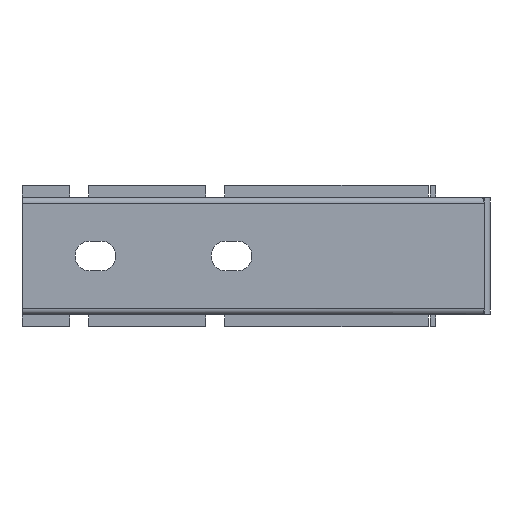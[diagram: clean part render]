
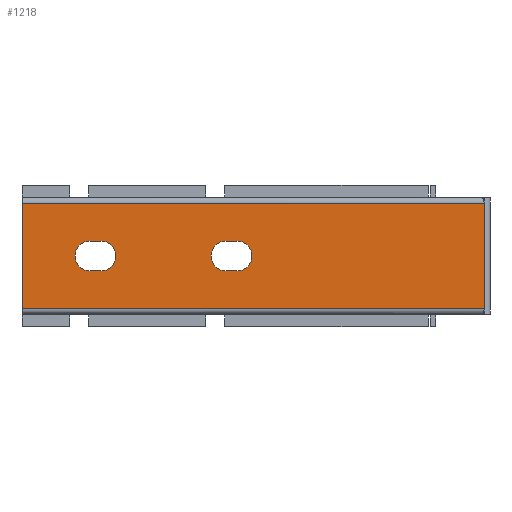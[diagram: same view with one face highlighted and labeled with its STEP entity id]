
A CAD part, front view. The second image highlights one B-rep face of the part: STEP entity #1218.
In plain terms, the highlighted planar face has unit normal (0, -1, 0).
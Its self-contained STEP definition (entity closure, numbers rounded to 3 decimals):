
#17 = LINE ( 'NONE', #1841, #545 ) ;
#19 = CIRCLE ( 'NONE', #3501, 5.5 ) ;
#54 = DIRECTION ( 'NONE',  ( 0., -1., 0. ) ) ;
#74 = EDGE_LOOP ( 'NONE', ( #1859, #2679, #676, #359, #4435 ) ) ;
#109 = CARTESIAN_POINT ( 'NONE',  ( 0., 0., -5.5 ) ) ;
#123 = ORIENTED_EDGE ( 'NONE', *, *, #3255, .F. ) ;
#136 = CARTESIAN_POINT ( 'NONE',  ( -143., 0., 0. ) ) ;
#177 = CARTESIAN_POINT ( 'NONE',  ( -97., 0., -5.5 ) ) ;
#183 = DIRECTION ( 'NONE',  ( 0., -1., 0. ) ) ;
#217 = EDGE_LOOP ( 'NONE', ( #123, #446, #1741, #4646, #2821 ) ) ;
#256 = VECTOR ( 'NONE', #4233, 1000. ) ;
#262 = EDGE_CURVE ( 'NONE', #1191, #4702, #1555, .T. ) ;
#320 = DIRECTION ( 'NONE',  ( 1., 0., 0. ) ) ;
#359 = ORIENTED_EDGE ( 'NONE', *, *, #4655, .F. ) ;
#365 = DIRECTION ( 'NONE',  ( 1., 0., 0. ) ) ;
#396 = VERTEX_POINT ( 'NONE', #801 ) ;
#446 = ORIENTED_EDGE ( 'NONE', *, *, #991, .F. ) ;
#484 = DIRECTION ( 'NONE',  ( 1., 0., 0. ) ) ;
#526 = EDGE_CURVE ( 'NONE', #3960, #4693, #4121, .T. ) ;
#529 = DIRECTION ( 'NONE',  ( 1., 0., 0. ) ) ;
#545 = VECTOR ( 'NONE', #704, 1000. ) ;
#623 = DIRECTION ( 'NONE',  ( 0., 0., -1. ) ) ;
#628 = DIRECTION ( 'NONE',  ( 0., -1., 0. ) ) ;
#676 = ORIENTED_EDGE ( 'NONE', *, *, #3290, .F. ) ;
#704 = DIRECTION ( 'NONE',  ( -1., 0., 0. ) ) ;
#707 = CIRCLE ( 'NONE', #2893, 5.5 ) ;
#790 = DIRECTION ( 'NONE',  ( 0., -1., 0. ) ) ;
#801 = CARTESIAN_POINT ( 'NONE',  ( -143., 0., 5.5 ) ) ;
#878 = CARTESIAN_POINT ( 'NONE',  ( -93., 0., -5.5 ) ) ;
#887 = CARTESIAN_POINT ( 'NONE',  ( -97., 0., 5.5 ) ) ;
#939 = VECTOR ( 'NONE', #1253, 1000. ) ;
#991 = EDGE_CURVE ( 'NONE', #396, #2727, #2454, .T. ) ;
#1074 = EDGE_CURVE ( 'NONE', #1272, #2874, #2864, .T. ) ;
#1095 = VECTOR ( 'NONE', #320, 1000. ) ;
#1151 = DIRECTION ( 'NONE',  ( 1., 0., 0. ) ) ;
#1172 = DIRECTION ( 'NONE',  ( 1., 0., 0. ) ) ;
#1191 = VERTEX_POINT ( 'NONE', #3007 ) ;
#1218 = ADVANCED_FACE ( 'NONE', ( #1462, #2961, #1530 ), #4522, .T. ) ;
#1232 = CIRCLE ( 'NONE', #2954, 5.5 ) ;
#1253 = DIRECTION ( 'NONE',  ( 1., 0., 0. ) ) ;
#1259 = LINE ( 'NONE', #2408, #256 ) ;
#1272 = VERTEX_POINT ( 'NONE', #2815 ) ;
#1369 = CARTESIAN_POINT ( 'NONE',  ( -143., 0., -5.5 ) ) ;
#1462 = FACE_BOUND ( 'NONE', #74, .T. ) ;
#1516 = VERTEX_POINT ( 'NONE', #4483 ) ;
#1530 = FACE_OUTER_BOUND ( 'NONE', #3687, .T. ) ;
#1555 = CIRCLE ( 'NONE', #2726, 5.5 ) ;
#1599 = DIRECTION ( 'NONE',  ( 0., -1., 0. ) ) ;
#1741 = ORIENTED_EDGE ( 'NONE', *, *, #4327, .F. ) ;
#1752 = LINE ( 'NONE', #2459, #1095 ) ;
#1762 = EDGE_CURVE ( 'NONE', #4702, #2846, #4752, .T. ) ;
#1816 = CARTESIAN_POINT ( 'NONE',  ( -97., 0., 0. ) ) ;
#1841 = CARTESIAN_POINT ( 'NONE',  ( -2.1, 0., 19.4 ) ) ;
#1850 = VECTOR ( 'NONE', #365, 1000. ) ;
#1859 = ORIENTED_EDGE ( 'NONE', *, *, #3465, .F. ) ;
#2004 = EDGE_CURVE ( 'NONE', #1516, #3245, #3145, .T. ) ;
#2005 = CARTESIAN_POINT ( 'NONE',  ( -147., 0., -5.5 ) ) ;
#2010 = CARTESIAN_POINT ( 'NONE',  ( -93., 0., 0. ) ) ;
#2022 = AXIS2_PLACEMENT_3D ( 'NONE', #4187, #628, #3074 ) ;
#2051 = ORIENTED_EDGE ( 'NONE', *, *, #4442, .T. ) ;
#2148 = CARTESIAN_POINT ( 'NONE',  ( -147., 0., 0. ) ) ;
#2291 = CARTESIAN_POINT ( 'NONE',  ( -172., 0., -19.4 ) ) ;
#2329 = LINE ( 'NONE', #109, #939 ) ;
#2356 = DIRECTION ( 'NONE',  ( -1., 0., 0. ) ) ;
#2397 = ORIENTED_EDGE ( 'NONE', *, *, #4271, .F. ) ;
#2402 = AXIS2_PLACEMENT_3D ( 'NONE', #3785, #54, #1172 ) ;
#2408 = CARTESIAN_POINT ( 'NONE',  ( -2.1, 0., 21.5 ) ) ;
#2452 = ORIENTED_EDGE ( 'NONE', *, *, #1074, .T. ) ;
#2454 = LINE ( 'NONE', #2822, #4194 ) ;
#2459 = CARTESIAN_POINT ( 'NONE',  ( -172., 0., -19.4 ) ) ;
#2539 = DIRECTION ( 'NONE',  ( 0., -1., 0. ) ) ;
#2679 = ORIENTED_EDGE ( 'NONE', *, *, #2004, .F. ) ;
#2726 = AXIS2_PLACEMENT_3D ( 'NONE', #2148, #2539, #3595 ) ;
#2727 = VERTEX_POINT ( 'NONE', #3678 ) ;
#2815 = CARTESIAN_POINT ( 'NONE',  ( -172., 0., 19.4 ) ) ;
#2821 = ORIENTED_EDGE ( 'NONE', *, *, #262, .F. ) ;
#2822 = CARTESIAN_POINT ( 'NONE',  ( 0., 0., 5.5 ) ) ;
#2845 = CARTESIAN_POINT ( 'NONE',  ( 0., 0., 5.5 ) ) ;
#2846 = VERTEX_POINT ( 'NONE', #1369 ) ;
#2864 = LINE ( 'NONE', #4742, #4360 ) ;
#2874 = VERTEX_POINT ( 'NONE', #2291 ) ;
#2893 = AXIS2_PLACEMENT_3D ( 'NONE', #136, #1599, #4748 ) ;
#2954 = AXIS2_PLACEMENT_3D ( 'NONE', #3871, #3794, #529 ) ;
#2961 = FACE_BOUND ( 'NONE', #217, .T. ) ;
#3007 = CARTESIAN_POINT ( 'NONE',  ( -152.5, 0., 0. ) ) ;
#3074 = DIRECTION ( 'NONE',  ( 1., 0., 0. ) ) ;
#3105 = EDGE_CURVE ( 'NONE', #4397, #1272, #17, .T. ) ;
#3110 = AXIS2_PLACEMENT_3D ( 'NONE', #1816, #790, #1151 ) ;
#3145 = LINE ( 'NONE', #2845, #4450 ) ;
#3245 = VERTEX_POINT ( 'NONE', #887 ) ;
#3255 = EDGE_CURVE ( 'NONE', #2727, #1191, #1232, .T. ) ;
#3266 = CIRCLE ( 'NONE', #3110, 5.5 ) ;
#3290 = EDGE_CURVE ( 'NONE', #3976, #1516, #19, .T. ) ;
#3465 = EDGE_CURVE ( 'NONE', #3245, #3960, #3266, .T. ) ;
#3501 = AXIS2_PLACEMENT_3D ( 'NONE', #2010, #183, #484 ) ;
#3581 = CARTESIAN_POINT ( 'NONE',  ( -2.1, 0., 19.4 ) ) ;
#3595 = DIRECTION ( 'NONE',  ( 1., 0., 0. ) ) ;
#3678 = CARTESIAN_POINT ( 'NONE',  ( -147., 0., 5.5 ) ) ;
#3687 = EDGE_LOOP ( 'NONE', ( #2452, #2051, #2397, #4138 ) ) ;
#3785 = CARTESIAN_POINT ( 'NONE',  ( 0., 0., 21.5 ) ) ;
#3789 = CARTESIAN_POINT ( 'NONE',  ( -2.1, 0., -19.4 ) ) ;
#3794 = DIRECTION ( 'NONE',  ( 0., -1., 0. ) ) ;
#3871 = CARTESIAN_POINT ( 'NONE',  ( -147., 0., 0. ) ) ;
#3960 = VERTEX_POINT ( 'NONE', #4518 ) ;
#3976 = VERTEX_POINT ( 'NONE', #878 ) ;
#4023 = CARTESIAN_POINT ( 'NONE',  ( 0., 0., -5.5 ) ) ;
#4121 = CIRCLE ( 'NONE', #2022, 5.5 ) ;
#4138 = ORIENTED_EDGE ( 'NONE', *, *, #3105, .T. ) ;
#4187 = CARTESIAN_POINT ( 'NONE',  ( -97., 0., 0. ) ) ;
#4194 = VECTOR ( 'NONE', #2356, 1000. ) ;
#4233 = DIRECTION ( 'NONE',  ( 0., 0., -1. ) ) ;
#4271 = EDGE_CURVE ( 'NONE', #4397, #4768, #1259, .T. ) ;
#4327 = EDGE_CURVE ( 'NONE', #2846, #396, #707, .T. ) ;
#4360 = VECTOR ( 'NONE', #623, 1000. ) ;
#4397 = VERTEX_POINT ( 'NONE', #3581 ) ;
#4435 = ORIENTED_EDGE ( 'NONE', *, *, #526, .F. ) ;
#4442 = EDGE_CURVE ( 'NONE', #2874, #4768, #1752, .T. ) ;
#4450 = VECTOR ( 'NONE', #4673, 1000. ) ;
#4483 = CARTESIAN_POINT ( 'NONE',  ( -93., 0., 5.5 ) ) ;
#4518 = CARTESIAN_POINT ( 'NONE',  ( -102.5, 0., 0. ) ) ;
#4522 = PLANE ( 'NONE',  #2402 ) ;
#4646 = ORIENTED_EDGE ( 'NONE', *, *, #1762, .F. ) ;
#4655 = EDGE_CURVE ( 'NONE', #4693, #3976, #2329, .T. ) ;
#4673 = DIRECTION ( 'NONE',  ( -1., 0., 0. ) ) ;
#4693 = VERTEX_POINT ( 'NONE', #177 ) ;
#4702 = VERTEX_POINT ( 'NONE', #2005 ) ;
#4742 = CARTESIAN_POINT ( 'NONE',  ( -172., 0., 21.5 ) ) ;
#4748 = DIRECTION ( 'NONE',  ( 1., 0., 0. ) ) ;
#4752 = LINE ( 'NONE', #4023, #1850 ) ;
#4768 = VERTEX_POINT ( 'NONE', #3789 ) ;
